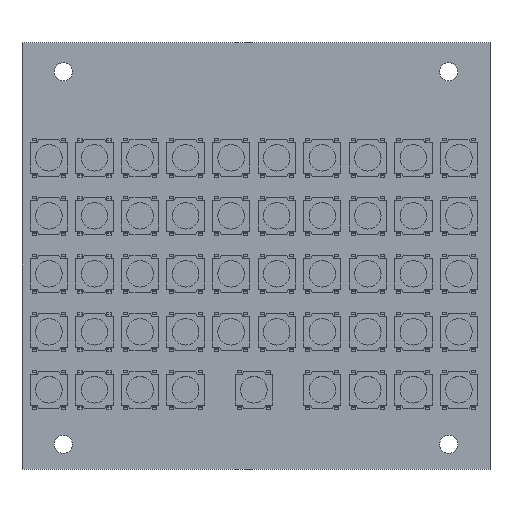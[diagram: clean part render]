
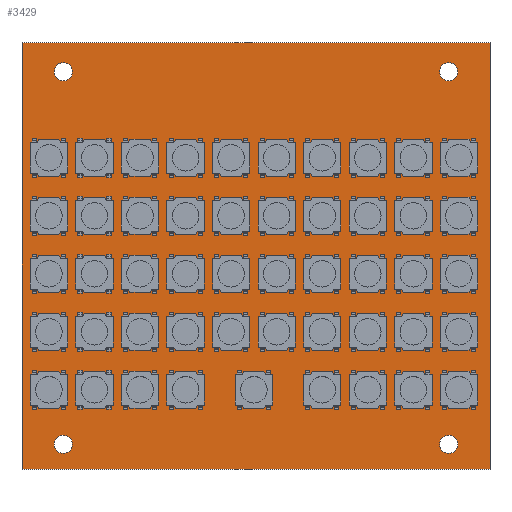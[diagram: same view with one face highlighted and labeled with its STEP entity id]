
A CAD part, top view. The second image highlights one B-rep face of the part: STEP entity #3429.
In plain terms, the highlighted planar face has unit normal (0, 0, 1).
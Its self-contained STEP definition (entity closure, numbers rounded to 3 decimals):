
#3273 = VERTEX_POINT('',#3274);
#3274 = CARTESIAN_POINT('',(141.5,-125.,1.6));
#3280 = EDGE_CURVE('',#3273,#3281,#3283,.T.);
#3281 = VERTEX_POINT('',#3282);
#3282 = CARTESIAN_POINT('',(85.,-125.,1.6));
#3283 = LINE('',#3284,#3285);
#3284 = CARTESIAN_POINT('',(141.5,-125.,1.6));
#3285 = VECTOR('',#3286,1.);
#3286 = DIRECTION('',(-1.,0.,0.));
#3313 = VERTEX_POINT('',#3314);
#3314 = CARTESIAN_POINT('',(141.5,-73.5,1.6));
#3320 = EDGE_CURVE('',#3313,#3273,#3321,.T.);
#3321 = LINE('',#3322,#3323);
#3322 = CARTESIAN_POINT('',(141.5,-73.5,1.6));
#3323 = VECTOR('',#3324,1.);
#3324 = DIRECTION('',(0.,-1.,0.));
#3342 = EDGE_CURVE('',#3281,#3343,#3345,.T.);
#3343 = VERTEX_POINT('',#3344);
#3344 = CARTESIAN_POINT('',(85.,-73.5,1.6));
#3345 = LINE('',#3346,#3347);
#3346 = CARTESIAN_POINT('',(85.,-125.,1.6));
#3347 = VECTOR('',#3348,1.);
#3348 = DIRECTION('',(0.,1.,0.));
#3429 = ADVANCED_FACE('',(#3430,#3441,#3452,#3463,#3474),#3485,.T.);
#3430 = FACE_BOUND('',#3431,.T.);
#3431 = EDGE_LOOP('',(#3432,#3433,#3434,#3440));
#3432 = ORIENTED_EDGE('',*,*,#3280,.F.);
#3433 = ORIENTED_EDGE('',*,*,#3320,.F.);
#3434 = ORIENTED_EDGE('',*,*,#3435,.F.);
#3435 = EDGE_CURVE('',#3343,#3313,#3436,.T.);
#3436 = LINE('',#3437,#3438);
#3437 = CARTESIAN_POINT('',(85.,-73.5,1.6));
#3438 = VECTOR('',#3439,1.);
#3439 = DIRECTION('',(1.,0.,0.));
#3440 = ORIENTED_EDGE('',*,*,#3342,.F.);
#3441 = FACE_BOUND('',#3442,.T.);
#3442 = EDGE_LOOP('',(#3443));
#3443 = ORIENTED_EDGE('',*,*,#3444,.T.);
#3444 = EDGE_CURVE('',#3445,#3445,#3447,.T.);
#3445 = VERTEX_POINT('',#3446);
#3446 = CARTESIAN_POINT('',(90.,-123.1,1.6));
#3447 = CIRCLE('',#3448,1.1);
#3448 = AXIS2_PLACEMENT_3D('',#3449,#3450,#3451);
#3449 = CARTESIAN_POINT('',(90.,-122.,1.6));
#3450 = DIRECTION('',(-0.,0.,-1.));
#3451 = DIRECTION('',(-0.,-1.,0.));
#3452 = FACE_BOUND('',#3453,.T.);
#3453 = EDGE_LOOP('',(#3454));
#3454 = ORIENTED_EDGE('',*,*,#3455,.T.);
#3455 = EDGE_CURVE('',#3456,#3456,#3458,.T.);
#3456 = VERTEX_POINT('',#3457);
#3457 = CARTESIAN_POINT('',(136.5,-123.1,1.6));
#3458 = CIRCLE('',#3459,1.1);
#3459 = AXIS2_PLACEMENT_3D('',#3460,#3461,#3462);
#3460 = CARTESIAN_POINT('',(136.5,-122.,1.6));
#3461 = DIRECTION('',(-0.,0.,-1.));
#3462 = DIRECTION('',(-0.,-1.,0.));
#3463 = FACE_BOUND('',#3464,.T.);
#3464 = EDGE_LOOP('',(#3465));
#3465 = ORIENTED_EDGE('',*,*,#3466,.T.);
#3466 = EDGE_CURVE('',#3467,#3467,#3469,.T.);
#3467 = VERTEX_POINT('',#3468);
#3468 = CARTESIAN_POINT('',(90.,-78.1,1.6));
#3469 = CIRCLE('',#3470,1.1);
#3470 = AXIS2_PLACEMENT_3D('',#3471,#3472,#3473);
#3471 = CARTESIAN_POINT('',(90.,-77.,1.6));
#3472 = DIRECTION('',(-0.,0.,-1.));
#3473 = DIRECTION('',(-0.,-1.,0.));
#3474 = FACE_BOUND('',#3475,.T.);
#3475 = EDGE_LOOP('',(#3476));
#3476 = ORIENTED_EDGE('',*,*,#3477,.T.);
#3477 = EDGE_CURVE('',#3478,#3478,#3480,.T.);
#3478 = VERTEX_POINT('',#3479);
#3479 = CARTESIAN_POINT('',(136.5,-78.1,1.6));
#3480 = CIRCLE('',#3481,1.1);
#3481 = AXIS2_PLACEMENT_3D('',#3482,#3483,#3484);
#3482 = CARTESIAN_POINT('',(136.5,-77.,1.6));
#3483 = DIRECTION('',(-0.,0.,-1.));
#3484 = DIRECTION('',(-0.,-1.,0.));
#3485 = PLANE('',#3486);
#3486 = AXIS2_PLACEMENT_3D('',#3487,#3488,#3489);
#3487 = CARTESIAN_POINT('',(0.,0.,1.6));
#3488 = DIRECTION('',(0.,0.,1.));
#3489 = DIRECTION('',(1.,0.,-0.));
